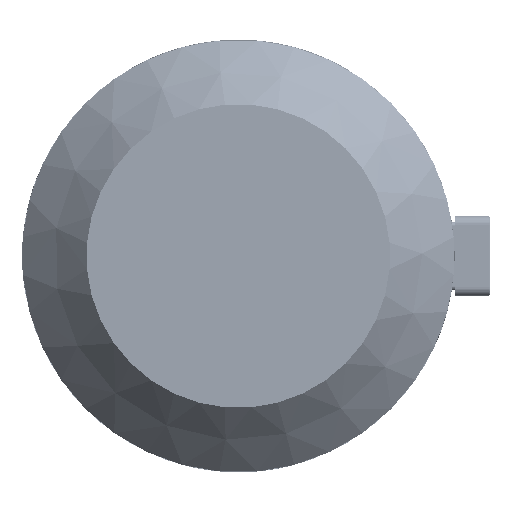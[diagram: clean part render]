
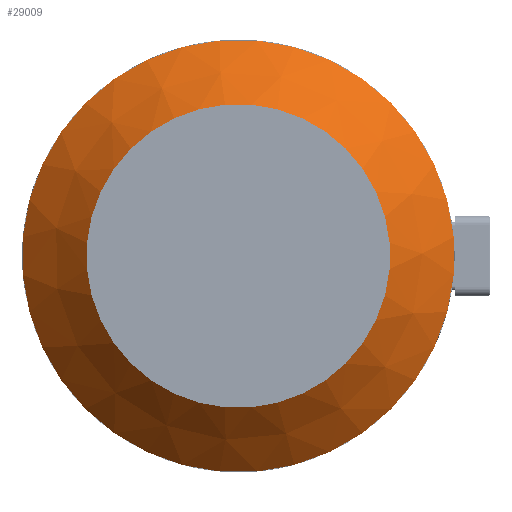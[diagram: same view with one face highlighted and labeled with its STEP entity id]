
A CAD part, front view. The second image highlights one B-rep face of the part: STEP entity #29009.
In plain terms, the highlighted conical face has half-angle 45 degrees and reference radius 64.643 mm.
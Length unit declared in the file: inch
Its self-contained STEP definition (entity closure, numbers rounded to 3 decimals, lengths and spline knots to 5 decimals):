
#263=CONICAL_SURFACE('',#31144,2.545,0.785);
#4033=FACE_OUTER_BOUND('',#5800,.T.);
#5800=EDGE_LOOP('',(#24423,#24424,#24425,#24426));
#7111=CIRCLE('',#31143,2.99);
#7112=CIRCLE('',#31145,2.1);
#8701=LINE('',#57535,#10762);
#10762=VECTOR('',#35879,2.545);
#13442=VERTEX_POINT('',#57354);
#13459=VERTEX_POINT('',#57534);
#17266=EDGE_CURVE('',#13442,#13442,#7111,.T.);
#17283=EDGE_CURVE('',#13442,#13459,#8701,.T.);
#17284=EDGE_CURVE('',#13459,#13459,#7112,.T.);
#24423=ORIENTED_EDGE('',*,*,#17266,.F.);
#24424=ORIENTED_EDGE('',*,*,#17283,.T.);
#24425=ORIENTED_EDGE('',*,*,#17284,.T.);
#24426=ORIENTED_EDGE('',*,*,#17283,.F.);
#29009=ADVANCED_FACE('',(#4033),#263,.T.);
#31143=AXIS2_PLACEMENT_3D('',#57356,#35875,#35876);
#31144=AXIS2_PLACEMENT_3D('',#57533,#35877,#35878);
#31145=AXIS2_PLACEMENT_3D('',#57536,#35880,#35881);
#35875=DIRECTION('center_axis',(0.,1.,0.));
#35876=DIRECTION('ref_axis',(-1.,0.,0.));
#35877=DIRECTION('center_axis',(0.,1.,0.));
#35878=DIRECTION('ref_axis',(-1.,0.,0.));
#35879=DIRECTION('',(-0.707,-0.707,0.));
#35880=DIRECTION('center_axis',(0.,1.,0.));
#35881=DIRECTION('ref_axis',(-1.,0.,0.));
#57354=CARTESIAN_POINT('',(2.99,0.065,0.));
#57356=CARTESIAN_POINT('Origin',(0.,0.065,0.));
#57533=CARTESIAN_POINT('Origin',(0.,-0.38,0.));
#57534=CARTESIAN_POINT('',(2.1,-0.825,0.));
#57535=CARTESIAN_POINT('',(2.545,-0.38,0.));
#57536=CARTESIAN_POINT('Origin',(0.,-0.825,0.));
